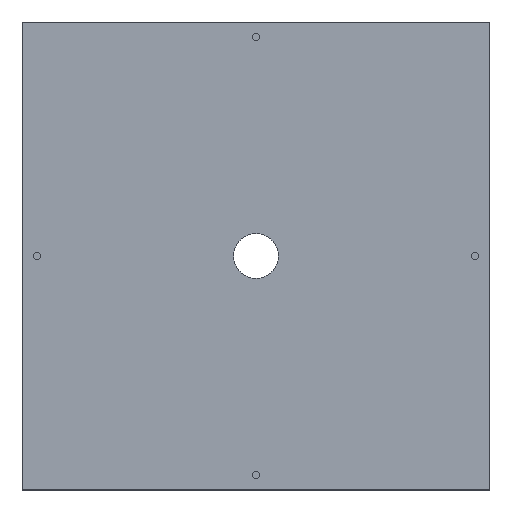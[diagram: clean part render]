
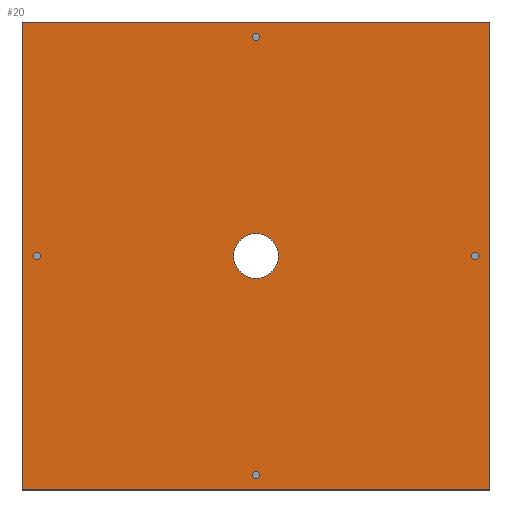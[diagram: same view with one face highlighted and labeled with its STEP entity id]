
A CAD part, top view. The second image highlights one B-rep face of the part: STEP entity #20.
In plain terms, the highlighted planar face has unit normal (0, 0, 1).
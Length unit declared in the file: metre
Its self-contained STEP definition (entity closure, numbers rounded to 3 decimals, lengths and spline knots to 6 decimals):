
#1 = ORIENTED_EDGE ( 'NONE', *, *, #182, .F. ) ;
#4 = CARTESIAN_POINT ( 'NONE',  ( -0.005, 0.293, 0.0015 ) ) ;
#7 = FACE_BOUND ( 'NONE', #281, .T. ) ;
#9 = VERTEX_POINT ( 'NONE', #53 ) ;
#13 = VERTEX_POINT ( 'NONE', #366 ) ;
#20 = ADVANCED_FACE ( 'NONE', ( #356, #91, #396, #532, #493, #7 ), #276, .T. ) ;
#24 = ORIENTED_EDGE ( 'NONE', *, *, #138, .F. ) ;
#39 = EDGE_CURVE ( 'NONE', #140, #321, #452, .T. ) ;
#41 = DIRECTION ( 'NONE',  ( 0., -1., 0. ) ) ;
#43 = CARTESIAN_POINT ( 'NONE',  ( 0., 0., 0.0015 ) ) ;
#51 = CARTESIAN_POINT ( 'NONE',  ( 0., -0.293, 0.0015 ) ) ;
#53 = CARTESIAN_POINT ( 'NONE',  ( 0.298, 0., 0.0015 ) ) ;
#60 = VERTEX_POINT ( 'NONE', #358 ) ;
#62 = ORIENTED_EDGE ( 'NONE', *, *, #362, .F. ) ;
#63 = AXIS2_PLACEMENT_3D ( 'NONE', #51, #494, #272 ) ;
#70 = VERTEX_POINT ( 'NONE', #226 ) ;
#73 = VERTEX_POINT ( 'NONE', #4 ) ;
#77 = CARTESIAN_POINT ( 'NONE',  ( -0.03, 0., 0.0015 ) ) ;
#80 = DIRECTION ( 'NONE',  ( 1., 0., 0. ) ) ;
#84 = CARTESIAN_POINT ( 'NONE',  ( -0.313, 0.313, 0.0015 ) ) ;
#86 = EDGE_CURVE ( 'NONE', #231, #424, #110, .T. ) ;
#91 = FACE_BOUND ( 'NONE', #96, .T. ) ;
#96 = EDGE_LOOP ( 'NONE', ( #24, #62 ) ) ;
#98 = DIRECTION ( 'NONE',  ( 1., 0., 0. ) ) ;
#107 = EDGE_LOOP ( 'NONE', ( #384, #568 ) ) ;
#110 = CIRCLE ( 'NONE', #239, 0.03 ) ;
#111 = VECTOR ( 'NONE', #41, 1. ) ;
#122 = AXIS2_PLACEMENT_3D ( 'NONE', #301, #312, #306 ) ;
#137 = CIRCLE ( 'NONE', #488, 0.005 ) ;
#138 = EDGE_CURVE ( 'NONE', #516, #13, #137, .T. ) ;
#140 = VERTEX_POINT ( 'NONE', #193 ) ;
#148 = CARTESIAN_POINT ( 'NONE',  ( 0., -0.293, 0.0015 ) ) ;
#156 = AXIS2_PLACEMENT_3D ( 'NONE', #411, #504, #370 ) ;
#162 = ORIENTED_EDGE ( 'NONE', *, *, #171, .T. ) ;
#169 = CIRCLE ( 'NONE', #246, 0.005 ) ;
#170 = CARTESIAN_POINT ( 'NONE',  ( -0.313, 0.313, 0.0015 ) ) ;
#171 = EDGE_CURVE ( 'NONE', #328, #140, #581, .T. ) ;
#175 = ORIENTED_EDGE ( 'NONE', *, *, #39, .T. ) ;
#181 = CARTESIAN_POINT ( 'NONE',  ( -0.293, 0., 0.0015 ) ) ;
#182 = EDGE_CURVE ( 'NONE', #70, #458, #219, .T. ) ;
#185 = DIRECTION ( 'NONE',  ( 0., 0., 1. ) ) ;
#193 = CARTESIAN_POINT ( 'NONE',  ( -0.313, 0.313, 0.0015 ) ) ;
#194 = ORIENTED_EDGE ( 'NONE', *, *, #256, .F. ) ;
#207 = VECTOR ( 'NONE', #280, 1. ) ;
#209 = ORIENTED_EDGE ( 'NONE', *, *, #418, .T. ) ;
#215 = AXIS2_PLACEMENT_3D ( 'NONE', #414, #449, #445 ) ;
#219 = CIRCLE ( 'NONE', #122, 0.005 ) ;
#226 = CARTESIAN_POINT ( 'NONE',  ( -0.288, 0., 0.0015 ) ) ;
#228 = AXIS2_PLACEMENT_3D ( 'NONE', #435, #354, #438 ) ;
#229 = VERTEX_POINT ( 'NONE', #481 ) ;
#231 = VERTEX_POINT ( 'NONE', #77 ) ;
#232 = CARTESIAN_POINT ( 'NONE',  ( 0.293, 0., 0.0015 ) ) ;
#236 = CARTESIAN_POINT ( 'NONE',  ( 0.313, 0.313, 0.0015 ) ) ;
#239 = AXIS2_PLACEMENT_3D ( 'NONE', #416, #335, #372 ) ;
#242 = DIRECTION ( 'NONE',  ( -1., 0., 0. ) ) ;
#246 = AXIS2_PLACEMENT_3D ( 'NONE', #181, #535, #98 ) ;
#248 = CARTESIAN_POINT ( 'NONE',  ( -0.298, 0., 0.0015 ) ) ;
#253 = VERTEX_POINT ( 'NONE', #258 ) ;
#255 = EDGE_LOOP ( 'NONE', ( #257, #162, #175, #209 ) ) ;
#256 = EDGE_CURVE ( 'NONE', #73, #60, #527, .T. ) ;
#257 = ORIENTED_EDGE ( 'NONE', *, *, #509, .T. ) ;
#258 = CARTESIAN_POINT ( 'NONE',  ( 0.313, -0.313, 0.0015 ) ) ;
#272 = DIRECTION ( 'NONE',  ( -1., 0., 0. ) ) ;
#276 = PLANE ( 'NONE',  #567 ) ;
#280 = DIRECTION ( 'NONE',  ( 1., 0., 0. ) ) ;
#281 = EDGE_LOOP ( 'NONE', ( #427, #497 ) ) ;
#284 = DIRECTION ( 'NONE',  ( -1., 0., 0. ) ) ;
#301 = CARTESIAN_POINT ( 'NONE',  ( -0.293, 0., 0.0015 ) ) ;
#306 = DIRECTION ( 'NONE',  ( 1., 0., 0. ) ) ;
#309 = DIRECTION ( 'NONE',  ( -1., 0., 0. ) ) ;
#312 = DIRECTION ( 'NONE',  ( 0., 0., 1. ) ) ;
#314 = EDGE_CURVE ( 'NONE', #60, #73, #469, .T. ) ;
#316 = CARTESIAN_POINT ( 'NONE',  ( -0.313, -0.313, 0.0015 ) ) ;
#321 = VERTEX_POINT ( 'NONE', #316 ) ;
#325 = VECTOR ( 'NONE', #340, 1. ) ;
#327 = CARTESIAN_POINT ( 'NONE',  ( -0.313, -0.313, 0.0015 ) ) ;
#328 = VERTEX_POINT ( 'NONE', #236 ) ;
#329 = DIRECTION ( 'NONE',  ( 0., 0., 1. ) ) ;
#335 = DIRECTION ( 'NONE',  ( 0., 0., 1. ) ) ;
#340 = DIRECTION ( 'NONE',  ( 0., 1., 0. ) ) ;
#351 = EDGE_CURVE ( 'NONE', #458, #70, #169, .T. ) ;
#354 = DIRECTION ( 'NONE',  ( 0., 0., 1. ) ) ;
#356 = FACE_BOUND ( 'NONE', #107, .T. ) ;
#358 = CARTESIAN_POINT ( 'NONE',  ( 0.005, 0.293, 0.0015 ) ) ;
#362 = EDGE_CURVE ( 'NONE', #13, #516, #573, .T. ) ;
#366 = CARTESIAN_POINT ( 'NONE',  ( 0.005, -0.293, 0.0015 ) ) ;
#370 = DIRECTION ( 'NONE',  ( -1., 0., 0. ) ) ;
#372 = DIRECTION ( 'NONE',  ( 1., 0., 0. ) ) ;
#378 = EDGE_CURVE ( 'NONE', #9, #229, #578, .T. ) ;
#382 = CIRCLE ( 'NONE', #156, 0.005 ) ;
#384 = ORIENTED_EDGE ( 'NONE', *, *, #409, .F. ) ;
#386 = EDGE_LOOP ( 'NONE', ( #194, #454 ) ) ;
#396 = FACE_BOUND ( 'NONE', #564, .T. ) ;
#409 = EDGE_CURVE ( 'NONE', #229, #9, #382, .T. ) ;
#411 = CARTESIAN_POINT ( 'NONE',  ( 0.293, 0., 0.0015 ) ) ;
#414 = CARTESIAN_POINT ( 'NONE',  ( 0., 0.293, 0.0015 ) ) ;
#416 = CARTESIAN_POINT ( 'NONE',  ( 0., 0., 0.0015 ) ) ;
#417 = CARTESIAN_POINT ( 'NONE',  ( 0.313, 0.313, 0.0015 ) ) ;
#418 = EDGE_CURVE ( 'NONE', #321, #253, #547, .T. ) ;
#424 = VERTEX_POINT ( 'NONE', #550 ) ;
#425 = AXIS2_PLACEMENT_3D ( 'NONE', #518, #428, #554 ) ;
#426 = CARTESIAN_POINT ( 'NONE',  ( -0.005, -0.293, 0.0015 ) ) ;
#427 = ORIENTED_EDGE ( 'NONE', *, *, #86, .F. ) ;
#428 = DIRECTION ( 'NONE',  ( 0., 0., 1. ) ) ;
#435 = CARTESIAN_POINT ( 'NONE',  ( 0., 0.293, 0.0015 ) ) ;
#438 = DIRECTION ( 'NONE',  ( 1., 0., 0. ) ) ;
#439 = VECTOR ( 'NONE', #309, 1. ) ;
#445 = DIRECTION ( 'NONE',  ( 1., 0., 0. ) ) ;
#449 = DIRECTION ( 'NONE',  ( 0., 0., 1. ) ) ;
#452 = LINE ( 'NONE', #84, #111 ) ;
#454 = ORIENTED_EDGE ( 'NONE', *, *, #314, .F. ) ;
#458 = VERTEX_POINT ( 'NONE', #248 ) ;
#465 = LINE ( 'NONE', #417, #325 ) ;
#467 = EDGE_CURVE ( 'NONE', #424, #231, #475, .T. ) ;
#469 = CIRCLE ( 'NONE', #215, 0.005 ) ;
#475 = CIRCLE ( 'NONE', #425, 0.03 ) ;
#481 = CARTESIAN_POINT ( 'NONE',  ( 0.288, 0., 0.0015 ) ) ;
#488 = AXIS2_PLACEMENT_3D ( 'NONE', #148, #329, #242 ) ;
#493 = FACE_OUTER_BOUND ( 'NONE', #255, .T. ) ;
#494 = DIRECTION ( 'NONE',  ( 0., 0., 1. ) ) ;
#497 = ORIENTED_EDGE ( 'NONE', *, *, #467, .F. ) ;
#504 = DIRECTION ( 'NONE',  ( 0., 0., 1. ) ) ;
#509 = EDGE_CURVE ( 'NONE', #253, #328, #465, .T. ) ;
#516 = VERTEX_POINT ( 'NONE', #426 ) ;
#518 = CARTESIAN_POINT ( 'NONE',  ( 0., 0., 0.0015 ) ) ;
#520 = ORIENTED_EDGE ( 'NONE', *, *, #351, .F. ) ;
#527 = CIRCLE ( 'NONE', #228, 0.005 ) ;
#528 = AXIS2_PLACEMENT_3D ( 'NONE', #232, #185, #284 ) ;
#532 = FACE_BOUND ( 'NONE', #386, .T. ) ;
#534 = DIRECTION ( 'NONE',  ( 0., 0., 1. ) ) ;
#535 = DIRECTION ( 'NONE',  ( 0., 0., 1. ) ) ;
#547 = LINE ( 'NONE', #327, #207 ) ;
#550 = CARTESIAN_POINT ( 'NONE',  ( 0.03, 0., 0.0015 ) ) ;
#554 = DIRECTION ( 'NONE',  ( 1., 0., 0. ) ) ;
#564 = EDGE_LOOP ( 'NONE', ( #520, #1 ) ) ;
#567 = AXIS2_PLACEMENT_3D ( 'NONE', #43, #534, #80 ) ;
#568 = ORIENTED_EDGE ( 'NONE', *, *, #378, .F. ) ;
#573 = CIRCLE ( 'NONE', #63, 0.005 ) ;
#578 = CIRCLE ( 'NONE', #528, 0.005 ) ;
#581 = LINE ( 'NONE', #170, #439 ) ;
